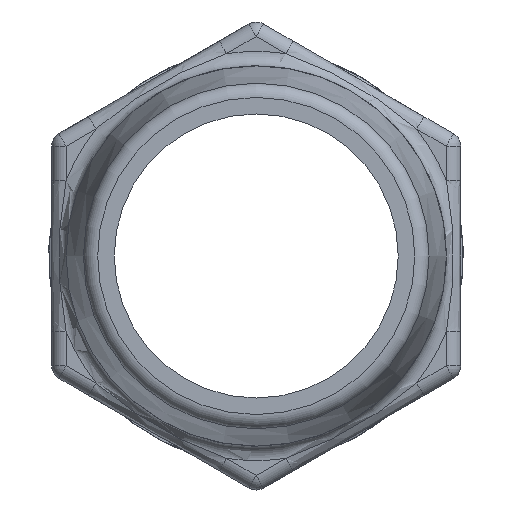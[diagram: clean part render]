
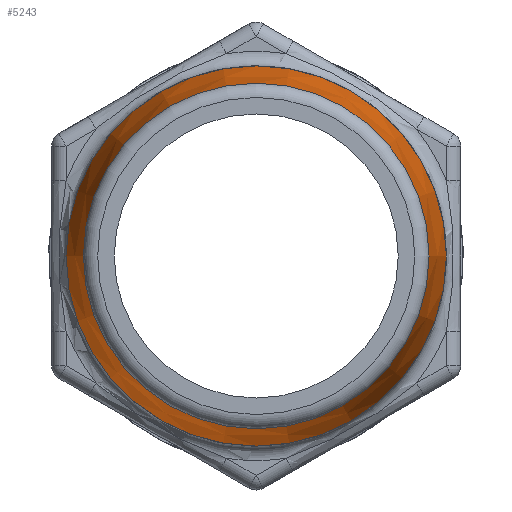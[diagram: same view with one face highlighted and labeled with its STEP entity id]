
A CAD part, left-side view. The second image highlights one B-rep face of the part: STEP entity #5243.
In plain terms, the highlighted conical face has half-angle 9.09 degrees and reference radius 9.525 mm.
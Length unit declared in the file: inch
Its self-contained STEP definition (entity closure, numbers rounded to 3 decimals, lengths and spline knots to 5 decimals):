
#5192=CARTESIAN_POINT('',(0.02526,0.35904,0.));
#5193=VERTEX_POINT('',#5192);
#5194=CARTESIAN_POINT('',(0.02526,0.0,0.));
#5195=DIRECTION('',(-1.0,0.0,0.0));
#5196=DIRECTION('',(0.0,-1.0,0.0));
#5197=AXIS2_PLACEMENT_3D('',#5194,#5195,#5196);
#5198=CIRCLE('',#5197,0.35904);
#5199=EDGE_CURVE('',#5193,#5193,#5198,.T.);
#5224=CARTESIAN_POINT('',(0.125,0.0,0.0));
#5225=DIRECTION('',(1.0,0.0,0.0));
#5226=DIRECTION('',(0.0,1.0,0.0));
#5227=AXIS2_PLACEMENT_3D('',#5224,#5225,#5226);
#5228=CONICAL_SURFACE('',#5227,0.375,9.09);
#5229=CARTESIAN_POINT('',(0.25,0.395,0.0));
#5230=VERTEX_POINT('',#5229);
#5231=CARTESIAN_POINT('',(0.25,0.0,0.0));
#5232=DIRECTION('',(1.0,0.0,0.0));
#5233=DIRECTION('',(0.0,1.0,0.0));
#5234=AXIS2_PLACEMENT_3D('',#5231,#5232,#5233);
#5235=CIRCLE('',#5234,0.395);
#5236=EDGE_CURVE('',#5230,#5230,#5235,.T.);
#5237=ORIENTED_EDGE('',*,*,#5236,.F.);
#5238=EDGE_LOOP('',(#5237));
#5239=FACE_OUTER_BOUND('',#5238,.T.);
#5240=ORIENTED_EDGE('',*,*,#5199,.F.);
#5241=EDGE_LOOP('',(#5240));
#5242=FACE_BOUND('',#5241,.T.);
#5243=ADVANCED_FACE('',(#5239,#5242),#5228,.T.);
